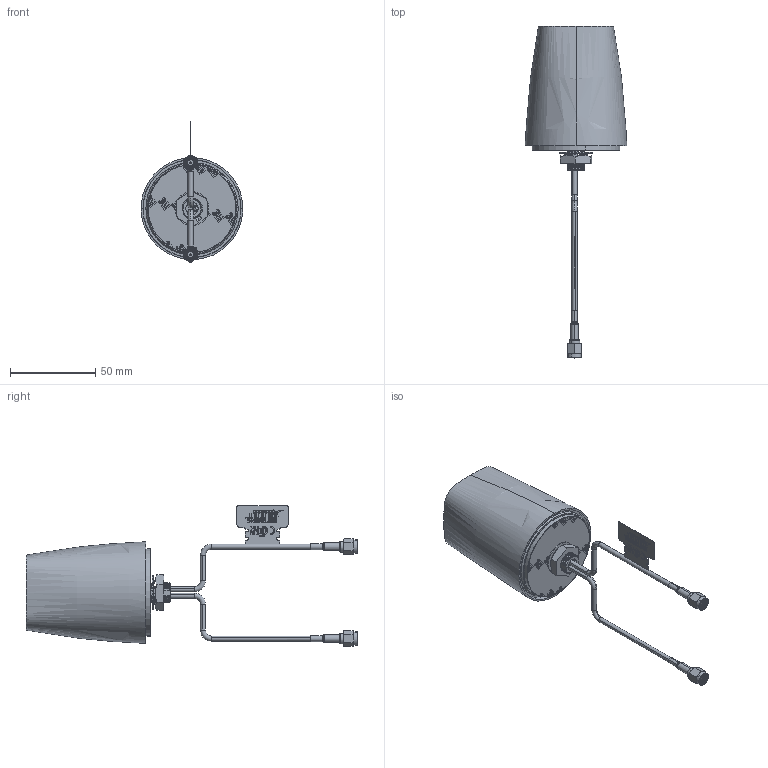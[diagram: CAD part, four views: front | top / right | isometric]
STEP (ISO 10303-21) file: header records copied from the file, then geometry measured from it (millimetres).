
FILE_DESCRIPTION (( 'STEP AP214' ), '1' );
FILE_NAME ('MA182.A.001_Web .STEP', '2024-09-24T01:57:30', ( '' ), ( '' ), 'SwSTEP 2.0', 'SolidWorks 2022', '' );
FILE_SCHEMA (( 'AUTOMOTIVE_DESIGN' ));
Length unit declared in the file: millimetre
Products named in the file (1): MA182.A.001_Web 
Bounding box: 59.42 x 194.2 x 82.47 mm (x, y, z)
Surface area: 37180.5 mm2 (no closed solid volume)
Topology: 0 solids, 75 shells, 436 faces, 3081 edges, 2703 vertices
Faces by surface type: plane 165, cylinder 128, torus 60, bspline 55, cone 26, sphere 2
Entity records: 68711 total; most frequent: CARTESIAN_POINT 43050, ORIENTED_EDGE 4070, DIRECTION 3469, EDGE_CURVE 3081, VERTEX_POINT 2703, VECTOR 1809, LINE 1809, AXIS2_PLACEMENT_3D 830
